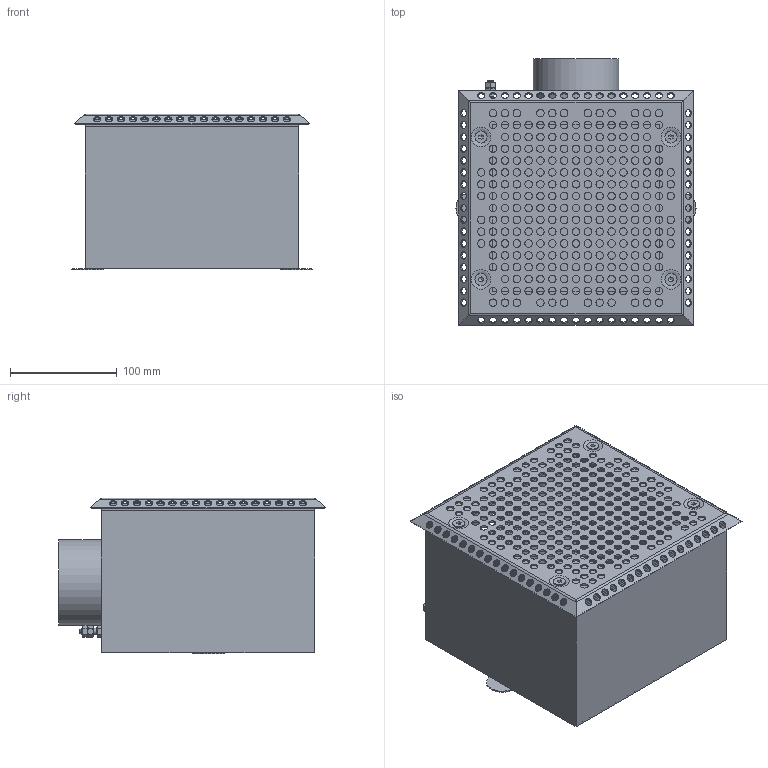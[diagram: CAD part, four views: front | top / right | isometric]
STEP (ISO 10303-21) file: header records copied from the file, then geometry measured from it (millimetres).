
FILE_DESCRIPTION(('STEP AP214'), '1');
FILE_NAME('Ð04-10 Äîííûé ñëèâ êâàäðàò 200õ200õ120 2.5'' ïëåíêà', '2024-12-06T08:56:47', ('Runwill'), (''), 'C3D Converter', 'C3D Toolkit', '');
FILE_SCHEMA(('AUTOMOTIVE_DESIGN { 1 0 10303 214 3 1 1}'));
Length unit declared in the file: millimetre
Assembly tree (24 placements, depth 3):
  (unnamed)
  (unnamed)
    (unnamed)  x20
    (unnamed)
      (unnamed)
      (unnamed)  x2
  (unnamed)
  (unnamed)
  (unnamed)
Bounding box: 224.94 x 250 x 146 mm (x, y, z)
Volume: 445980.4 mm3; surface area: 561027.7 mm2
Topology: 27 solids, 27 shells, 963 faces, 2405 edges, 1561 vertices
Faces by surface type: cylinder 500, plane 324, cone 80, torus 33, sphere 16, bspline 10
Full cylindrical faces by diameter (mm): 4.917 x22, 6 x21, 7 x325, 7.5 x80, 10 x21, 11.34 x4, 30 x2, 80.3 x1
Entity records: 29955 total; most frequent: CARTESIAN_POINT 12069, DIRECTION 3460, ORIENTED_EDGE 2448, EDGE_LOOP 1937, AXIS2_PLACEMENT_3D 1623, EDGE_CURVE 1224, VERTEX_POINT 1099, FACE_BOUND 1017
